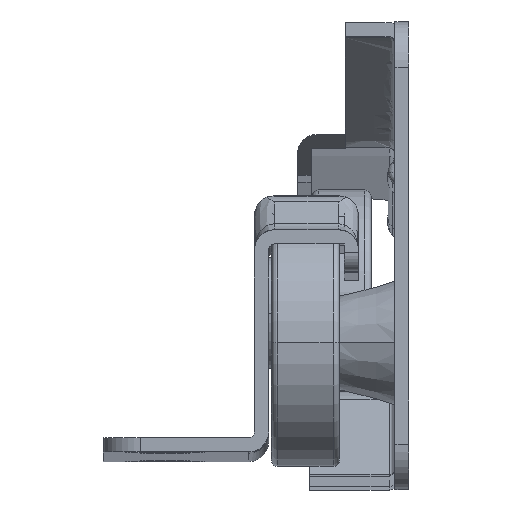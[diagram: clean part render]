
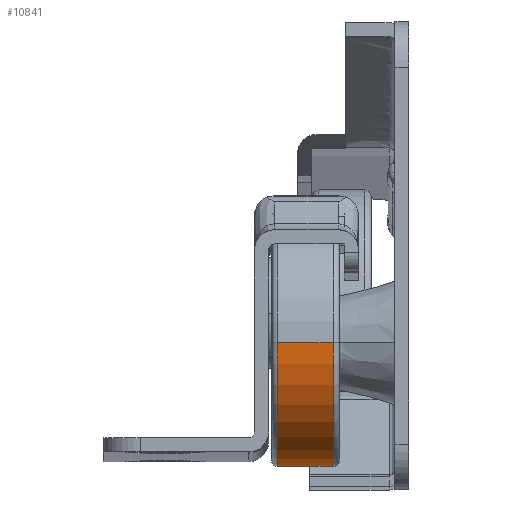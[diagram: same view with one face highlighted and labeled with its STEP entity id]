
A CAD part, top view. The second image highlights one B-rep face of the part: STEP entity #10841.
In plain terms, the highlighted cylindrical face has radius 10 mm (diameter 20 mm), a partial arc.
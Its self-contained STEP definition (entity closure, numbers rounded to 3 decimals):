
#174 = VERTEX_POINT ( 'NONE', #12697 ) ;
#440 = ORIENTED_EDGE ( 'NONE', *, *, #11124, .F. ) ;
#623 = CIRCLE ( 'NONE', #1065, 10. ) ;
#748 = DIRECTION ( 'NONE',  ( 1., 0., 0. ) ) ;
#1065 = AXIS2_PLACEMENT_3D ( 'NONE', #4194, #2125, #4947 ) ;
#1760 = FACE_OUTER_BOUND ( 'NONE', #6943, .T. ) ;
#2021 = EDGE_CURVE ( 'NONE', #12413, #174, #623, .T. ) ;
#2125 = DIRECTION ( 'NONE',  ( 1., 0., 0. ) ) ;
#2927 = CARTESIAN_POINT ( 'NONE',  ( -16.016, 5., 389.44 ) ) ;
#3449 = VERTEX_POINT ( 'NONE', #4000 ) ;
#3492 = DIRECTION ( 'NONE',  ( 0., 0., -1. ) ) ;
#3662 = AXIS2_PLACEMENT_3D ( 'NONE', #9913, #748, #12988 ) ;
#3992 = DIRECTION ( 'NONE',  ( 1., 0., 0. ) ) ;
#4000 = CARTESIAN_POINT ( 'NONE',  ( -15.516, 5., 409.44 ) ) ;
#4126 = CARTESIAN_POINT ( 'NONE',  ( -16.016, 5., 409.44 ) ) ;
#4194 = CARTESIAN_POINT ( 'NONE',  ( -11.016, 5., 399.44 ) ) ;
#4919 = CYLINDRICAL_SURFACE ( 'NONE', #3662, 10. ) ;
#4947 = DIRECTION ( 'NONE',  ( 0., 0., -1. ) ) ;
#4992 = VECTOR ( 'NONE', #6818, 1000. ) ;
#5157 = AXIS2_PLACEMENT_3D ( 'NONE', #11579, #8496, #3492 ) ;
#6026 = CARTESIAN_POINT ( 'NONE',  ( -15.516, 5., 389.44 ) ) ;
#6818 = DIRECTION ( 'NONE',  ( 1., 0., 0. ) ) ;
#6943 = EDGE_LOOP ( 'NONE', ( #440, #11253, #12864, #8108 ) ) ;
#8108 = ORIENTED_EDGE ( 'NONE', *, *, #13219, .F. ) ;
#8307 = CARTESIAN_POINT ( 'NONE',  ( -11.016, 5., 409.44 ) ) ;
#8417 = EDGE_CURVE ( 'NONE', #9195, #174, #11888, .T. ) ;
#8496 = DIRECTION ( 'NONE',  ( -1., 0., 0. ) ) ;
#9007 = CIRCLE ( 'NONE', #5157, 10. ) ;
#9195 = VERTEX_POINT ( 'NONE', #6026 ) ;
#9913 = CARTESIAN_POINT ( 'NONE',  ( -16.016, 5., 399.44 ) ) ;
#10841 = ADVANCED_FACE ( 'NONE', ( #1760 ), #4919, .T. ) ;
#10996 = VECTOR ( 'NONE', #3992, 1000. ) ;
#11124 = EDGE_CURVE ( 'NONE', #9195, #3449, #9007, .T. ) ;
#11253 = ORIENTED_EDGE ( 'NONE', *, *, #8417, .T. ) ;
#11579 = CARTESIAN_POINT ( 'NONE',  ( -15.516, 5., 399.44 ) ) ;
#11888 = LINE ( 'NONE', #2927, #4992 ) ;
#12413 = VERTEX_POINT ( 'NONE', #8307 ) ;
#12697 = CARTESIAN_POINT ( 'NONE',  ( -11.016, 5., 389.44 ) ) ;
#12864 = ORIENTED_EDGE ( 'NONE', *, *, #2021, .F. ) ;
#12988 = DIRECTION ( 'NONE',  ( 0., 0., 1. ) ) ;
#13146 = LINE ( 'NONE', #4126, #10996 ) ;
#13219 = EDGE_CURVE ( 'NONE', #3449, #12413, #13146, .T. ) ;
